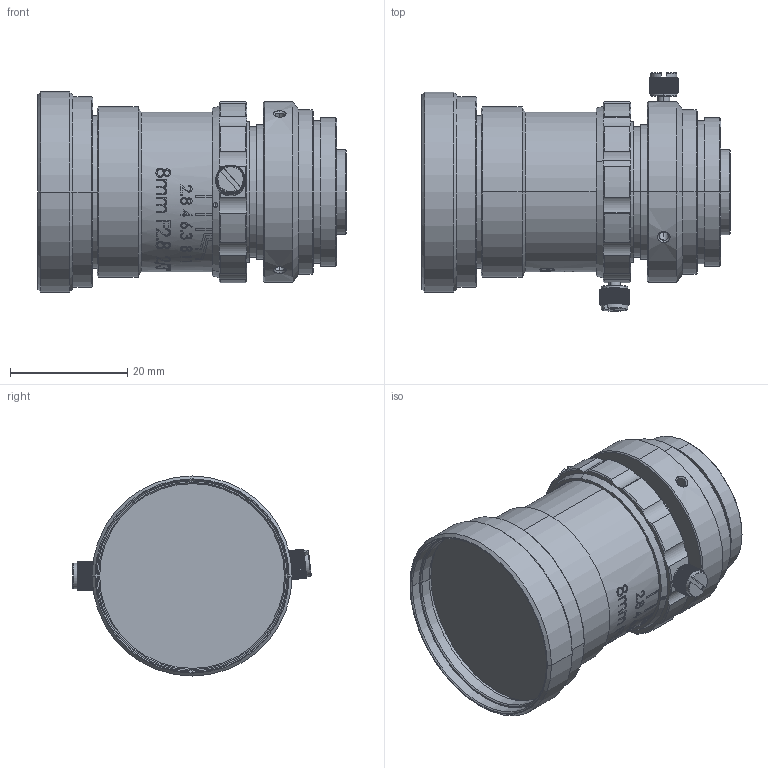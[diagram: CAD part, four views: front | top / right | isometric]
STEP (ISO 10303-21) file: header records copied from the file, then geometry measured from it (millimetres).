
FILE_DESCRIPTION (( 'STEP AP203' ), '1' );
FILE_NAME ('2_3 8mm ¾µÍ· 3DÍ¼.STEP', '2023-08-07T02:52:49', ( '' ), ( '' ), 'SwSTEP 2.0', 'SolidWorks 2018', '' );
FILE_SCHEMA (( 'CONFIG_CONTROL_DESIGN' ));
Length unit declared in the file: millimetre
Products named in the file (8): 噩芠; 嫖擊坶踡隊_V1(1); 嫖擊覃誹遠-1; ヶ噩芠; 嫖擊坶踡隊_V1; 潠眢C諉諳_V04; 2_3 8mm 噩芛 3D芞; 潠眢C諉諳-8.5_V04
Assembly tree (7 placements, depth 3):
  2_3 8mm 噩芛 3D芞
    噩芠
    ヶ噩芠
    潠眢C諉諳_V04
      潠眢C諉諳-8.5_V04
      嫖擊坶踡隊_V1
    嫖擊覃誹遠-1
    嫖擊坶踡隊_V1(1)
Bounding box: 52.63 x 40.65 x 34.1 mm (x, y, z)
Volume: 27083.2 mm3; surface area: 16696.7 mm2
Topology: 6 solids, 6 shells, 1399 faces, 3235 edges, 1918 vertices
Faces by surface type: plane 477, cone 420, cylinder 320, bspline 182
Entity records: 61371 total; most frequent: CARTESIAN_POINT 31293, ORIENTED_EDGE 6466, DIRECTION 5462, EDGE_CURVE 3233, AXIS2_PLACEMENT_3D 2302, VERTEX_POINT 1918, EDGE_LOOP 1485, ADVANCED_FACE 1399
